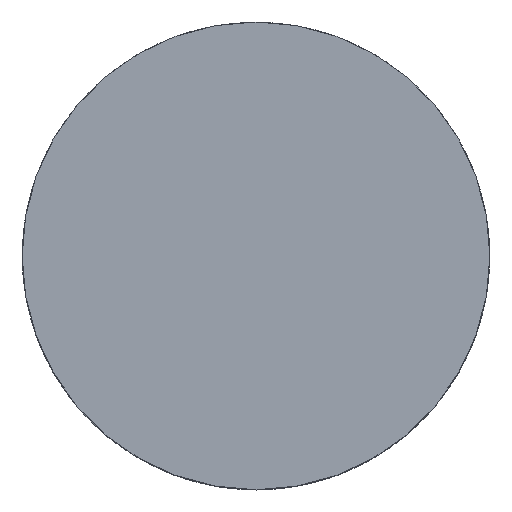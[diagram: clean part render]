
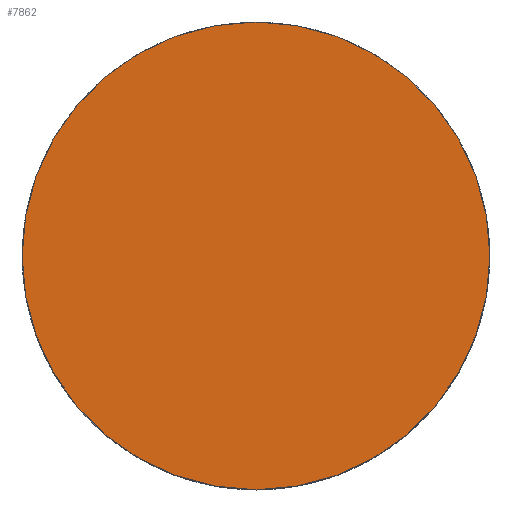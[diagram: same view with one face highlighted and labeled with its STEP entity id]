
A CAD part, top view. The second image highlights one B-rep face of the part: STEP entity #7862.
In plain terms, the highlighted planar face has unit normal (0, 0, 1).
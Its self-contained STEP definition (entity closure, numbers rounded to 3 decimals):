
#1408=FACE_OUTER_BOUND('',#1859,.T.);
#1859=EDGE_LOOP('',(#5540));
#2671=CIRCLE('',#8703,19.5);
#3356=VERTEX_POINT('',#12850);
#4229=EDGE_CURVE('',#3356,#3356,#2671,.T.);
#5540=ORIENTED_EDGE('',*,*,#4229,.T.);
#7790=PLANE('',#8704);
#7862=ADVANCED_FACE('',(#1408),#7790,.T.);
#8703=AXIS2_PLACEMENT_3D('',#12851,#10203,#10204);
#8704=AXIS2_PLACEMENT_3D('',#12853,#10206,#10207);
#10203=DIRECTION('center_axis',(0.,0.,1.));
#10204=DIRECTION('ref_axis',(1.,0.,0.));
#10206=DIRECTION('center_axis',(0.,0.,1.));
#10207=DIRECTION('ref_axis',(1.,0.,0.));
#12850=CARTESIAN_POINT('',(-19.5,0.,7.));
#12851=CARTESIAN_POINT('Origin',(0.,0.,7.));
#12853=CARTESIAN_POINT('Origin',(0.,0.,7.));
